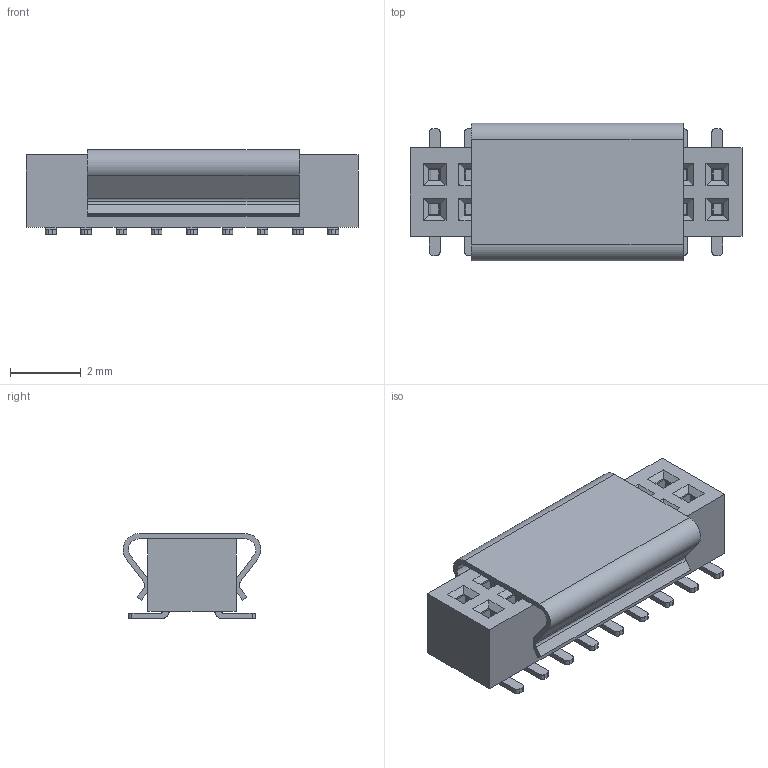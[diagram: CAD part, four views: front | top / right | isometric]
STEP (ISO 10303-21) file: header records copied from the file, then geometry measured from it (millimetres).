
FILE_DESCRIPTION( ('This file contains a STEP AP42 implementation' ,'as created by ZW3D STEP Interface translator.') ,'2;1' );
FILE_NAME( '2521-2XXMXXCUNX1.stp' ,'23 411.1717 4', (''), ('ZWCAD Software Co.'), 'Version 1.0', 'ZW3D to STEP translator', '' );
FILE_SCHEMA(('AUTOMOTIVE_DESIGN { 1 0 10303 214 1 1 1 1 }'));
Length unit declared in the file: millimetre
Products named in the file (1): 0
Bounding box: 9.4 x 3.9 x 2.4 mm (x, y, z)
Volume: 45.6 mm3; surface area: 308.6 mm2
Topology: 1 solids, 11 shells, 1539 faces, 3947 edges, 2473 vertices
Faces by surface type: plane 936, cylinder 437, bspline 130, sphere 36
Entity records: 61981 total; most frequent: CARTESIAN_POINT 31149, ORIENTED_EDGE 8030, EDGE_CURVE 3943, B_SPLINE_CURVE_WITH_KNOTS 3721, DIRECTION 3082, VERTEX_POINT 2464, EDGE_LOOP 1581, FACE_OUTER_BOUND 1539
